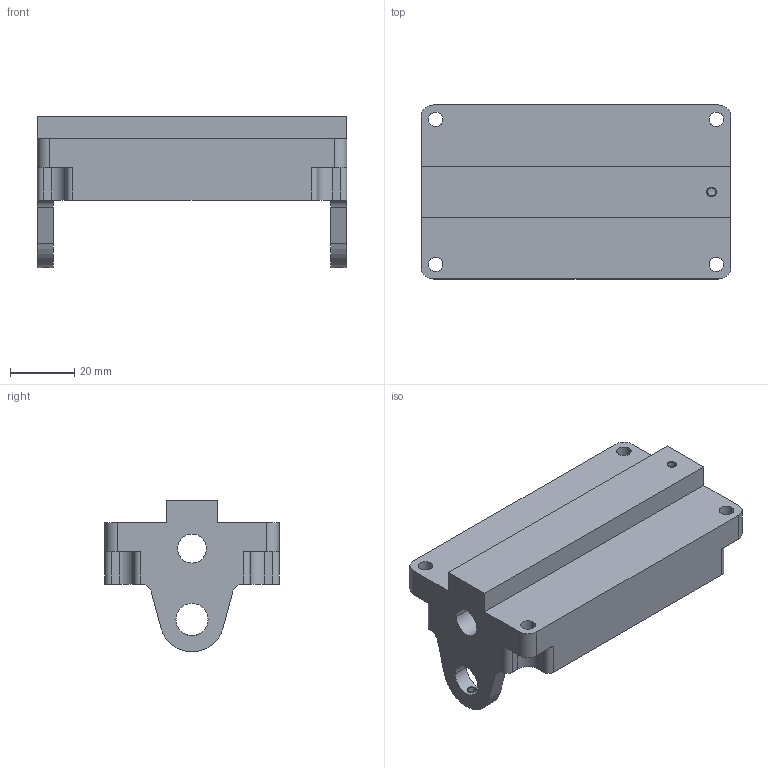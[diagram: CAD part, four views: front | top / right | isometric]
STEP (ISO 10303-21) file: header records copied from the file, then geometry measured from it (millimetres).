
FILE_DESCRIPTION((''),'2;1');
FILE_NAME('CHARIOT','2020-05-08T18:57:43',('Louis'),(''),'CREO PARAMETRIC BY PTC INC, 2019164','CREO PARAMETRIC BY PTC INC, 2019164','');
FILE_SCHEMA(('CONFIG_CONTROL_DESIGN'));
Length unit declared in the file: millimetre
Products named in the file (1): CHARIOT
Bounding box: 96.1 x 54 x 47 mm (x, y, z)
Volume: 98759.7 mm3; surface area: 24855.1 mm2
Topology: 1 solids, 6 shells, 154 faces, 410 edges, 252 vertices
Faces by surface type: cylinder 90, plane 36, cone 28
Entity records: 4886 total; most frequent: CARTESIAN_POINT 1009, DIRECTION 842, ORIENTED_EDGE 744, EDGE_CURVE 382, AXIS2_PLACEMENT_3D 323, VERTEX_POINT 252, VECTOR 196, LINE 196
